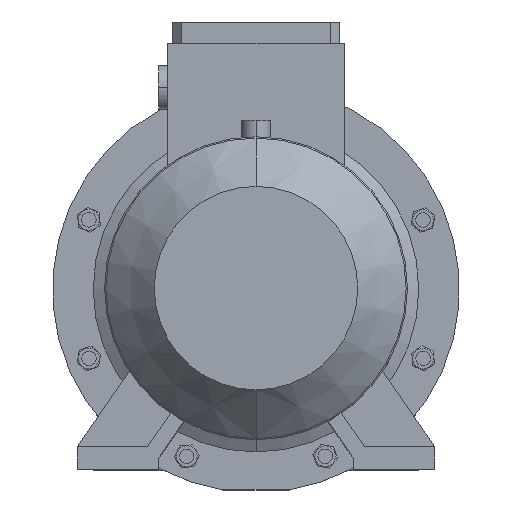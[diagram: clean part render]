
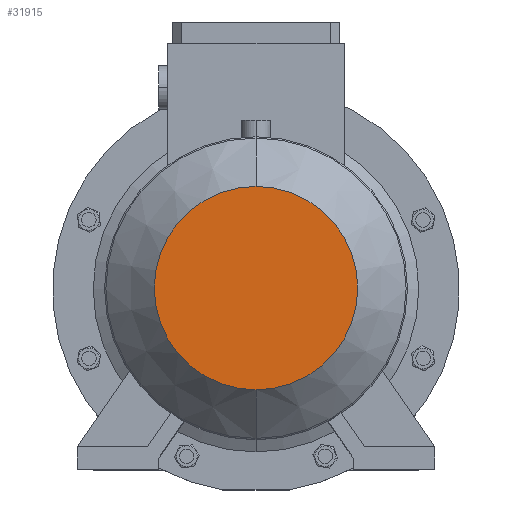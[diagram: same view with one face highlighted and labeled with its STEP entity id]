
A CAD part, top view. The second image highlights one B-rep face of the part: STEP entity #31915.
In plain terms, the highlighted planar face has unit normal (0, 0, 1).
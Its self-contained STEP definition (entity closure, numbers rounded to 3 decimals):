
#1842 = DIRECTION ( 'NONE',  ( 0., 1., 0. ) ) ;
#2472 = DIRECTION ( 'NONE',  ( 0., 0., 1. ) ) ;
#4617 = DIRECTION ( 'NONE',  ( 0., 1., 0. ) ) ;
#5782 = VERTEX_POINT ( 'NONE', #6050 ) ;
#6050 = CARTESIAN_POINT ( 'NONE',  ( 0., -112.5, 909. ) ) ;
#11618 = CIRCLE ( 'NONE', #14806, 112.5 ) ;
#14011 = DIRECTION ( 'NONE',  ( 0., -1., 0. ) ) ;
#14401 = ORIENTED_EDGE ( 'NONE', *, *, #33970, .F. ) ;
#14806 = AXIS2_PLACEMENT_3D ( 'NONE', #50615, #51097, #4617 ) ;
#15483 = AXIS2_PLACEMENT_3D ( 'NONE', #48294, #35719, #1842 ) ;
#21273 = EDGE_LOOP ( 'NONE', ( #31106, #14401 ) ) ;
#21757 = CARTESIAN_POINT ( 'NONE',  ( 0., 112.5, 909. ) ) ;
#31106 = ORIENTED_EDGE ( 'NONE', *, *, #36171, .F. ) ;
#31915 = ADVANCED_FACE ( 'NONE', ( #45747 ), #43192, .T. ) ;
#33970 = EDGE_CURVE ( 'NONE', #5782, #48021, #38953, .T. ) ;
#35719 = DIRECTION ( 'NONE',  ( 0., 0., -1. ) ) ;
#36171 = EDGE_CURVE ( 'NONE', #48021, #5782, #11618, .T. ) ;
#38953 = CIRCLE ( 'NONE', #15483, 112.5 ) ;
#41066 = AXIS2_PLACEMENT_3D ( 'NONE', #71772, #2472, #14011 ) ;
#43192 = PLANE ( 'NONE',  #41066 ) ;
#45747 = FACE_OUTER_BOUND ( 'NONE', #21273, .T. ) ;
#48021 = VERTEX_POINT ( 'NONE', #21757 ) ;
#48294 = CARTESIAN_POINT ( 'NONE',  ( 0., 0., 909. ) ) ;
#50615 = CARTESIAN_POINT ( 'NONE',  ( 0., 0., 909. ) ) ;
#51097 = DIRECTION ( 'NONE',  ( 0., 0., -1. ) ) ;
#71772 = CARTESIAN_POINT ( 'NONE',  ( 0., 0., 909. ) ) ;
